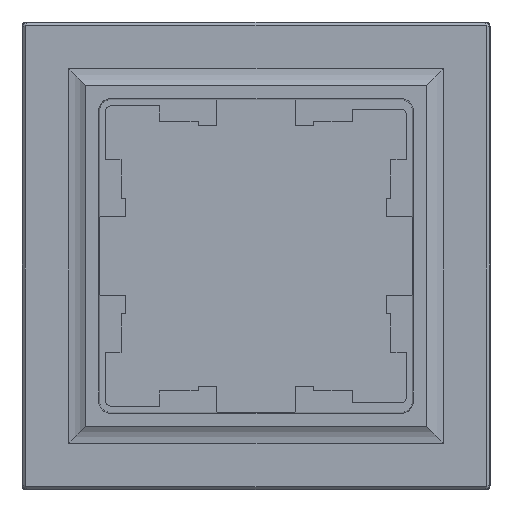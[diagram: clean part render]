
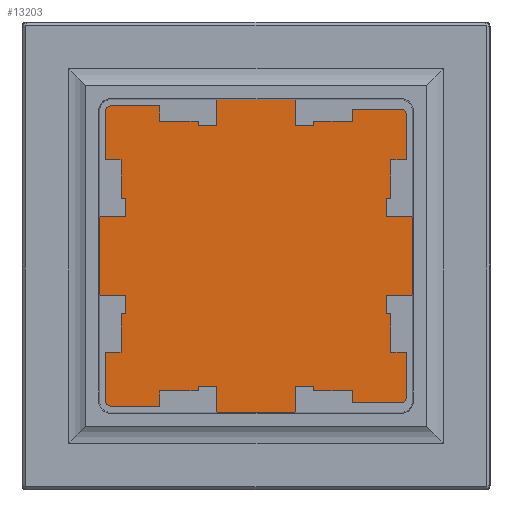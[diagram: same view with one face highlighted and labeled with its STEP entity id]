
A CAD part, top view. The second image highlights one B-rep face of the part: STEP entity #13203.
In plain terms, the highlighted planar face has unit normal (0, 0, 1).
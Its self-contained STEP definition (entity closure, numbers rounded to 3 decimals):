
#245 = CARTESIAN_POINT ( 'NONE',  ( 727.38, 27.862, 0.803 ) ) ;
#268 = CARTESIAN_POINT ( 'NONE',  ( 728.373, 0., 0.803 ) ) ;
#322 = CARTESIAN_POINT ( 'NONE',  ( 728.121, 27.122, 0.803 ) ) ;
#477 = PLANE ( 'NONE',  #13629 ) ;
#543 = CARTESIAN_POINT ( 'NONE',  ( 671.889, -26.371, 0.803 ) ) ;
#621 = CARTESIAN_POINT ( 'NONE',  ( 673.366, -28.319, 0.803 ) ) ;
#651 = EDGE_CURVE ( 'NONE', #12124, #13436, #4406, .T. ) ;
#672 = EDGE_CURVE ( 'NONE', #11810, #12124, #3581, .T. ) ;
#692 = CARTESIAN_POINT ( 'NONE',  ( 672.882, -28.119, 0.803 ) ) ;
#835 =( BOUNDED_CURVE ( )  B_SPLINE_CURVE ( 3, ( #4188, #6659, #869, #6588 ),
 .UNSPECIFIED., .F., .T. ) 
 B_SPLINE_CURVE_WITH_KNOTS ( ( 4, 4 ),
 ( 5.498, 7.068 ),
 .UNSPECIFIED. ) 
 CURVE ( )  GEOMETRIC_REPRESENTATION_ITEM ( )  RATIONAL_B_SPLINE_CURVE ( ( 1., 0.805, 0.805, 1. ) ) 
 REPRESENTATION_ITEM ( '' )  );
#869 = CARTESIAN_POINT ( 'NONE',  ( 671.889, 27.286, 0.803 ) ) ;
#1384 = DIRECTION ( 'NONE',  ( 1., 0., 0. ) ) ;
#2212 = VECTOR ( 'NONE', #5517, 1000. ) ;
#2477 = EDGE_CURVE ( 'NONE', #9291, #6317, #835, .T. ) ;
#2593 = VERTEX_POINT ( 'NONE', #6890 ) ;
#2652 = CARTESIAN_POINT ( 'NONE',  ( 728.321, 26.638, 0.803 ) ) ;
#2808 = CARTESIAN_POINT ( 'NONE',  ( 671.941, -26.895, 0.803 ) ) ;
#3581 = LINE ( 'NONE', #11808, #14211 ) ;
#3869 = FACE_OUTER_BOUND ( 'NONE', #6916, .T. ) ;
#3942 = DIRECTION ( 'NONE',  ( 0., -1., 0. ) ) ;
#4106 = B_SPLINE_CURVE_WITH_KNOTS ( 'NONE', 3,
 ( #543, #13390, #2808, #7632, #11033, #10961, #692, #621, #13311, #7560 ),
 .UNSPECIFIED., .F., .F.,
 ( 4, 2, 2, 2, 4 ),
 ( 0., 0.001, 0.002, 0.002, 0.003 ),
 .UNSPECIFIED. ) ;
#4188 = CARTESIAN_POINT ( 'NONE',  ( 673.888, 28.114, 0.803 ) ) ;
#4406 =( BOUNDED_CURVE ( )  B_SPLINE_CURVE ( 3, ( #10452, #4653, #4723, #5776 ),
 .UNSPECIFIED., .F., .T. ) 
 B_SPLINE_CURVE_WITH_KNOTS ( ( 4, 4 ),
 ( 2.356, 3.927 ),
 .UNSPECIFIED. ) 
 CURVE ( )  GEOMETRIC_REPRESENTATION_ITEM ( )  RATIONAL_B_SPLINE_CURVE ( ( 1., 0.805, 0.805, 1. ) ) 
 REPRESENTATION_ITEM ( '' )  );
#4429 = CARTESIAN_POINT ( 'NONE',  ( 671.889, 26.114, 0.803 ) ) ;
#4607 = DIRECTION ( 'NONE',  ( 0., -1., 0. ) ) ;
#4653 = CARTESIAN_POINT ( 'NONE',  ( 727.545, -28.371, 0.803 ) ) ;
#4723 = CARTESIAN_POINT ( 'NONE',  ( 728.373, -27.542, 0.803 ) ) ;
#5222 = CARTESIAN_POINT ( 'NONE',  ( 671.889, -26.371, 0.803 ) ) ;
#5352 = ORIENTED_EDGE ( 'NONE', *, *, #651, .T. ) ;
#5517 = DIRECTION ( 'NONE',  ( -1., 0., 0. ) ) ;
#5768 = EDGE_CURVE ( 'NONE', #6749, #2593, #9380, .T. ) ;
#5776 = CARTESIAN_POINT ( 'NONE',  ( 728.373, -26.371, 0.803 ) ) ;
#5976 = CARTESIAN_POINT ( 'NONE',  ( 727.972, 27.344, 0.803 ) ) ;
#6240 = ORIENTED_EDGE ( 'NONE', *, *, #10963, .T. ) ;
#6317 = VERTEX_POINT ( 'NONE', #4429 ) ;
#6499 = EDGE_CURVE ( 'NONE', #13436, #6749, #9535, .T. ) ;
#6588 = CARTESIAN_POINT ( 'NONE',  ( 671.889, 26.114, 0.803 ) ) ;
#6659 = CARTESIAN_POINT ( 'NONE',  ( 672.717, 28.114, 0.803 ) ) ;
#6749 = VERTEX_POINT ( 'NONE', #9512 ) ;
#6781 = CARTESIAN_POINT ( 'NONE',  ( 700.003, 28.114, 0.803 ) ) ;
#6890 = CARTESIAN_POINT ( 'NONE',  ( 726.373, 28.114, 0.803 ) ) ;
#6916 = EDGE_LOOP ( 'NONE', ( #12231, #8244, #11158, #7871, #6240, #10050, #12599, #5352 ) ) ;
#7032 = CARTESIAN_POINT ( 'NONE',  ( 728.373, 26.377, 0.803 ) ) ;
#7179 = CARTESIAN_POINT ( 'NONE',  ( 726.896, 28.062, 0.803 ) ) ;
#7560 = CARTESIAN_POINT ( 'NONE',  ( 673.888, -28.371, 0.803 ) ) ;
#7632 = CARTESIAN_POINT ( 'NONE',  ( 672.141, -27.378, 0.803 ) ) ;
#7842 = CARTESIAN_POINT ( 'NONE',  ( 671.889, 0., 0.803 ) ) ;
#7871 = ORIENTED_EDGE ( 'NONE', *, *, #2477, .T. ) ;
#8023 = CARTESIAN_POINT ( 'NONE',  ( 673.888, -28.371, 0.803 ) ) ;
#8244 = ORIENTED_EDGE ( 'NONE', *, *, #5768, .T. ) ;
#8286 = VECTOR ( 'NONE', #13931, 1000. ) ;
#8377 = CARTESIAN_POINT ( 'NONE',  ( 728.373, 26.114, 0.803 ) ) ;
#8965 = EDGE_CURVE ( 'NONE', #10838, #11810, #4106, .T. ) ;
#9291 = VERTEX_POINT ( 'NONE', #12846 ) ;
#9380 = B_SPLINE_CURVE_WITH_KNOTS ( 'NONE', 3,
 ( #8377, #7032, #2652, #322, #5976, #9517, #245, #7179, #12996, #11566 ),
 .UNSPECIFIED., .F., .F.,
 ( 4, 2, 2, 2, 4 ),
 ( 0., 0.001, 0.002, 0.002, 0.003 ),
 .UNSPECIFIED. ) ;
#9512 = CARTESIAN_POINT ( 'NONE',  ( 728.373, 26.114, 0.803 ) ) ;
#9517 = CARTESIAN_POINT ( 'NONE',  ( 727.602, 27.714, 0.803 ) ) ;
#9535 = LINE ( 'NONE', #268, #8286 ) ;
#9670 = CARTESIAN_POINT ( 'NONE',  ( 700.003, 0., 0.803 ) ) ;
#10050 = ORIENTED_EDGE ( 'NONE', *, *, #8965, .T. ) ;
#10190 = LINE ( 'NONE', #6781, #2212 ) ;
#10411 = LINE ( 'NONE', #7842, #11864 ) ;
#10452 = CARTESIAN_POINT ( 'NONE',  ( 726.373, -28.371, 0.803 ) ) ;
#10838 = VERTEX_POINT ( 'NONE', #5222 ) ;
#10901 = EDGE_CURVE ( 'NONE', #2593, #9291, #10190, .T. ) ;
#10961 = CARTESIAN_POINT ( 'NONE',  ( 672.66, -27.97, 0.803 ) ) ;
#10963 = EDGE_CURVE ( 'NONE', #6317, #10838, #10411, .T. ) ;
#11033 = CARTESIAN_POINT ( 'NONE',  ( 672.29, -27.6, 0.803 ) ) ;
#11158 = ORIENTED_EDGE ( 'NONE', *, *, #10901, .T. ) ;
#11566 = CARTESIAN_POINT ( 'NONE',  ( 726.373, 28.114, 0.803 ) ) ;
#11808 = CARTESIAN_POINT ( 'NONE',  ( 700.003, -28.371, 0.803 ) ) ;
#11810 = VERTEX_POINT ( 'NONE', #8023 ) ;
#11864 = VECTOR ( 'NONE', #4607, 1000. ) ;
#12124 = VERTEX_POINT ( 'NONE', #12408 ) ;
#12231 = ORIENTED_EDGE ( 'NONE', *, *, #6499, .T. ) ;
#12408 = CARTESIAN_POINT ( 'NONE',  ( 726.373, -28.371, 0.803 ) ) ;
#12599 = ORIENTED_EDGE ( 'NONE', *, *, #672, .T. ) ;
#12846 = CARTESIAN_POINT ( 'NONE',  ( 673.888, 28.114, 0.803 ) ) ;
#12928 = CARTESIAN_POINT ( 'NONE',  ( 728.373, -26.371, 0.803 ) ) ;
#12996 = CARTESIAN_POINT ( 'NONE',  ( 726.636, 28.114, 0.803 ) ) ;
#13203 = ADVANCED_FACE ( 'NONE', ( #3869 ), #477, .F. ) ;
#13311 = CARTESIAN_POINT ( 'NONE',  ( 673.626, -28.371, 0.803 ) ) ;
#13390 = CARTESIAN_POINT ( 'NONE',  ( 671.889, -26.633, 0.803 ) ) ;
#13436 = VERTEX_POINT ( 'NONE', #12928 ) ;
#13629 = AXIS2_PLACEMENT_3D ( 'NONE', #9670, #14291, #3942 ) ;
#13931 = DIRECTION ( 'NONE',  ( 0., 1., 0. ) ) ;
#14211 = VECTOR ( 'NONE', #1384, 1000. ) ;
#14291 = DIRECTION ( 'NONE',  ( 0., 0., -1. ) ) ;
